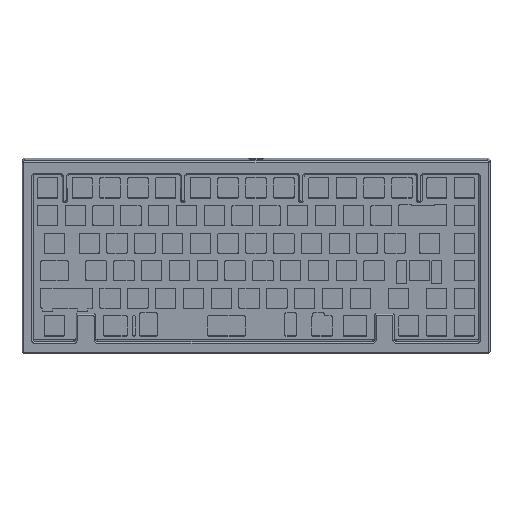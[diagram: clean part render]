
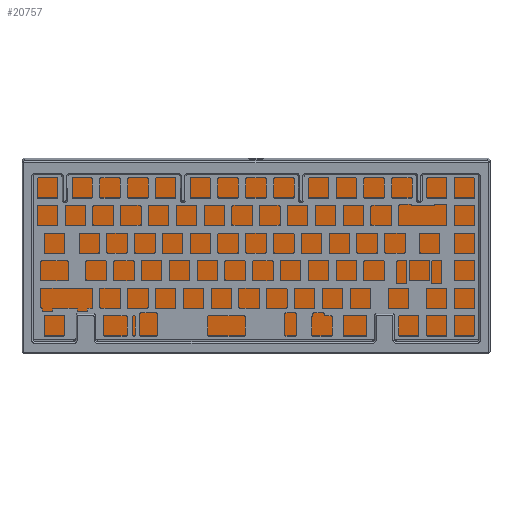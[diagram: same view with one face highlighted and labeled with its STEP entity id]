
A CAD part, top view. The second image highlights one B-rep face of the part: STEP entity #20757.
In plain terms, the highlighted planar face has unit normal (0, -0.122, 0.993).
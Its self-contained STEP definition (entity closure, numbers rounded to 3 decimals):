
#511=PLANE('',#21965);
#1118=FACE_OUTER_BOUND('',#2254,.T.);
#2254=EDGE_LOOP('',(#14387,#14388,#14389,#14390,#14391,#14392,#14393,#14394));
#3648=LINE('',#30834,#5776);
#3653=LINE('',#30898,#5781);
#3656=LINE('',#30912,#5784);
#3668=LINE('',#31106,#5796);
#5776=VECTOR('',#24312,10.);
#5781=VECTOR('',#24323,10.);
#5784=VECTOR('',#24332,10.);
#5796=VECTOR('',#24370,10.);
#7775=CIRCLE('',#21948,2.);
#7776=CIRCLE('',#21951,2.);
#7782=CIRCLE('',#21964,2.);
#7783=CIRCLE('',#21966,2.);
#8826=VERTEX_POINT('',#30831);
#8827=VERTEX_POINT('',#30833);
#8829=VERTEX_POINT('',#30890);
#8831=VERTEX_POINT('',#30896);
#8833=VERTEX_POINT('',#30906);
#8834=VERTEX_POINT('',#30910);
#8850=VERTEX_POINT('',#31101);
#8851=VERTEX_POINT('',#31105);
#10972=EDGE_CURVE('',#8826,#8827,#3648,.T.);
#10976=EDGE_CURVE('',#8829,#8826,#7775,.T.);
#10979=EDGE_CURVE('',#8831,#8829,#3653,.T.);
#10982=EDGE_CURVE('',#8833,#8831,#7776,.T.);
#10984=EDGE_CURVE('',#8833,#8834,#3656,.T.);
#11008=EDGE_CURVE('',#8850,#8834,#7782,.T.);
#11009=EDGE_CURVE('',#8850,#8851,#3668,.T.);
#11010=EDGE_CURVE('',#8827,#8851,#7783,.T.);
#14387=ORIENTED_EDGE('',*,*,#10984,.T.);
#14388=ORIENTED_EDGE('',*,*,#11008,.F.);
#14389=ORIENTED_EDGE('',*,*,#11009,.T.);
#14390=ORIENTED_EDGE('',*,*,#11010,.F.);
#14391=ORIENTED_EDGE('',*,*,#10972,.F.);
#14392=ORIENTED_EDGE('',*,*,#10976,.F.);
#14393=ORIENTED_EDGE('',*,*,#10979,.F.);
#14394=ORIENTED_EDGE('',*,*,#10982,.F.);
#20757=ADVANCED_FACE('',(#1118),#511,.T.);
#21948=AXIS2_PLACEMENT_3D('',#30892,#24317,#24318);
#21951=AXIS2_PLACEMENT_3D('',#30908,#24327,#24328);
#21964=AXIS2_PLACEMENT_3D('',#31103,#24366,#24367);
#21965=AXIS2_PLACEMENT_3D('',#31104,#24368,#24369);
#21966=AXIS2_PLACEMENT_3D('',#31107,#24371,#24372);
#24312=DIRECTION('',(0.,0.993,0.122));
#24317=DIRECTION('center_axis',(0.,0.122,-0.993));
#24318=DIRECTION('ref_axis',(-0.707,-0.702,-0.086));
#24323=DIRECTION('',(-1.,0.,0.));
#24327=DIRECTION('center_axis',(0.,0.122,-0.993));
#24328=DIRECTION('ref_axis',(0.707,-0.702,-0.086));
#24332=DIRECTION('',(0.,0.993,0.122));
#24366=DIRECTION('center_axis',(0.,0.122,-0.993));
#24367=DIRECTION('ref_axis',(0.707,0.702,0.086));
#24368=DIRECTION('center_axis',(0.,-0.122,0.993));
#24369=DIRECTION('ref_axis',(1.,0.,0.));
#24370=DIRECTION('',(-1.,0.,0.));
#24371=DIRECTION('center_axis',(0.,0.122,-0.993));
#24372=DIRECTION('ref_axis',(-0.707,0.702,0.086));
#30831=CARTESIAN_POINT('',(-5.475,-117.524,-17.453));
#30833=CARTESIAN_POINT('',(-5.475,5.8,-2.31));
#30834=CARTESIAN_POINT('',(-5.475,-121.494,-17.94));
#30890=CARTESIAN_POINT('',(-3.475,-119.509,-17.696));
#30892=CARTESIAN_POINT('Origin',(-3.475,-117.524,-17.453));
#30896=CARTESIAN_POINT('',(308.275,-119.509,-17.696));
#30898=CARTESIAN_POINT('',(313.275,-119.509,-17.696));
#30906=CARTESIAN_POINT('',(310.275,-117.524,-17.453));
#30908=CARTESIAN_POINT('Origin',(308.275,-117.524,-17.453));
#30910=CARTESIAN_POINT('',(310.275,5.8,-2.31));
#30912=CARTESIAN_POINT('',(310.275,-121.494,-17.94));
#31101=CARTESIAN_POINT('',(308.275,7.785,-2.067));
#31103=CARTESIAN_POINT('Origin',(308.275,5.8,-2.31));
#31104=CARTESIAN_POINT('Origin',(179.303,-111.42,-16.703));
#31105=CARTESIAN_POINT('',(-3.475,7.785,-2.067));
#31106=CARTESIAN_POINT('',(313.275,7.785,-2.067));
#31107=CARTESIAN_POINT('Origin',(-3.475,5.8,-2.31));
